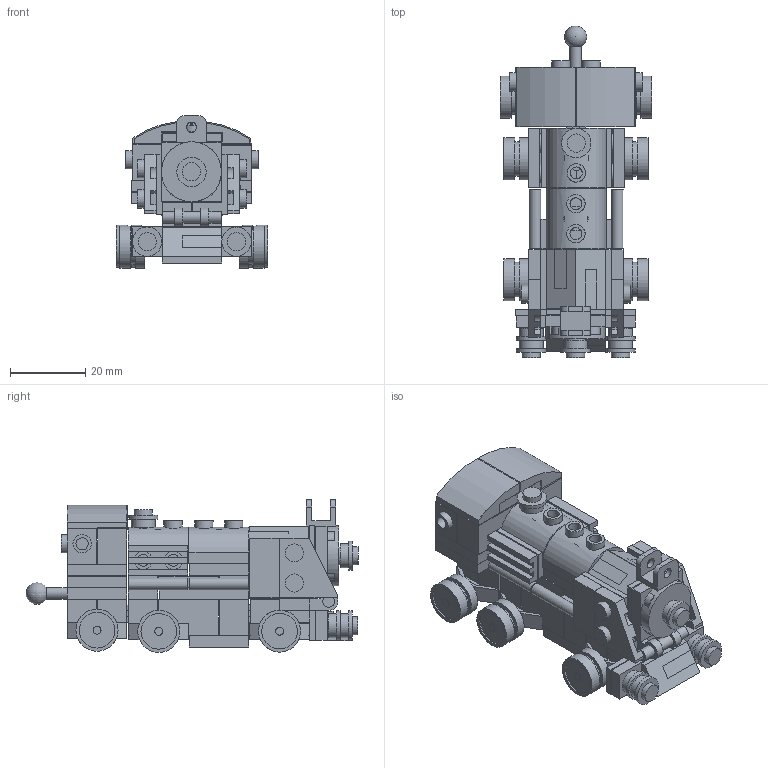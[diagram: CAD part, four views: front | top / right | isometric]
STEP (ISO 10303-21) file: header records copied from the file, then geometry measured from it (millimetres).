
FILE_DESCRIPTION(/* description */ (''),/* implementation_level */ '2;1');
FILE_NAME(/* name */ 'Final_Lego_Set.step',/* time_stamp */ '2025-12-18T12:13:53-06:00',/* author */ (''),/* organization */ (''),/* preprocessor_version */ 'ST-DEVELOPER v20.1',/* originating_system */ 'Autodesk Translation Framework v14.17.0.0',/* authorisation */ '');
FILE_SCHEMA (('AUTOMOTIVE_DESIGN { 1 0 10303 214 3 1 1 }'));
Length unit declared in the file: millimetre
Products named in the file (61): 2025-10-04-16-12-53-933; 2025-10-01-21-06-55-788; 2025-10-01-21-08-22-136; 2025-10-01-21-10-09-736; 2025-09-24-19-51-36-136; 2025-10-01-22-38-44-896; 2025-10-01-22-41-30-463; 2025-10-01-23-07-09-120; 2025-10-02-14-31-41-409; 2025-10-02-15-19-30-398; 2025-10-02-14-31-41-409_1; 2025-10-02-15-58-34-662; 2025-09-24-20-05-52-999; 2025-09-24-20-07-49-248; 2025-09-24-20-08-23-134; 2025-09-24-19-51-36-136_1; 2025-10-01-19-15-12-083; 2025-09-24-20-24-06-629; 2025-10-02-16-56-42-942; 2025-10-02-16-46-21-260; 2025-10-02-18-54-20-662; 2025-10-02-18-21-58-341; 2025-10-02-19-30-26-642; 2025-10-02-19-41-58-983; 2025-10-01-20-26-57-187; 2025-10-02-14-31-41-409_2; 2025-10-02-15-58-34-662_1; 2025-10-02-21-24-45-373; 2025-10-02-15-19-30-398_1; 2025-10-02-15-58-34-662_2; 2025-10-02-16-46-21-260_1; 2025-10-01-23-07-09-120_1; 2025-10-01-22-46-55-406; 2025-10-02-16-46-21-260_2; 2025-10-02-15-58-34-662_3; 2025-10-02-14-31-41-409_3; 2025-10-03-18-38-58-901; 2025-10-03-22-34-50-220; 2025-10-02-19-30-26-642_1; 2025-10-02-19-30-26-642_2 ...
Assembly tree (101 placements, depth 8):
  2025-10-04-16-12-53-933
    2025-10-01-21-06-55-788
      2025-10-01-19-16-27-874
      2025-10-01-21-08-22-136
        2025-09-24-19-51-36-136
        2025-10-01-21-10-09-736
          2025-09-24-19-51-36-136
          2025-10-01-22-38-44-896
            2025-10-01-22-41-30-463
              2025-10-01-23-07-09-120
                2025-10-01-22-46-55-406
              2025-10-02-14-31-41-409
              2025-10-02-15-19-30-398
            2025-09-24-20-24-06-629_1
      2025-10-02-14-31-41-409_3  x2
      2025-10-02-14-31-41-409_1
      2025-10-02-15-58-34-662
        2025-10-02-14-31-41-409_3
      2025-09-24-19-51-36-136_1  x2
      2025-09-24-20-05-52-999
        2025-09-24-19-51-36-136_1
      2025-09-24-20-07-49-248
        2025-09-24-19-51-36-136_1
      2025-09-24-20-08-23-134
        2025-09-24-19-51-36-136_1
      2025-09-24-20-24-06-629
      2025-10-01-19-15-12-083
        2025-09-24-20-24-06-629
      2025-10-02-16-46-21-260
      2025-10-02-16-56-42-942
        2025-10-02-16-46-21-260
      2025-10-02-18-21-58-341
      2025-10-02-18-54-20-662
        2025-10-02-18-21-58-341
      2025-10-02-18-55-12-214
      2025-10-02-19-30-26-642
        2025-10-02-18-55-12-214
    2025-10-02-19-41-58-983
      2025-10-01-20-26-57-187
        2025-10-01-19-16-27-874
      2025-09-24-20-24-06-629_1
      2025-10-02-14-31-41-409_2
      2025-10-02-15-58-34-662_1
        2025-10-02-14-31-41-409_3
      2025-10-02-21-24-45-373
        2025-09-24-20-24-06-629_1
      2025-10-02-15-19-30-398_1
      2025-10-02-16-46-21-260_6
      2025-10-02-15-58-34-662_2
        2025-10-02-14-31-41-409_3
      2025-10-02-16-46-21-260_1  x2
      2025-10-01-23-07-09-120_1
        2025-10-01-22-46-55-406
      2025-10-02-16-46-21-260_2  x2
      2025-10-02-15-58-34-662_3
        2025-10-02-14-31-41-409_3
      2025-10-03-18-38-58-901  x2
      2025-09-24-20-14-09-790
      2025-10-03-22-34-50-220  x2
      2025-10-02-19-30-26-642_1
Bounding box: 40.24 x 88.02 x 40.49 mm (x, y, z)
Volume: 37024.7 mm3; surface area: 71505.1 mm2
Topology: 94 solids, 101 shells, 2527 faces, 5458 edges, 3635 vertices
Faces by surface type: plane 1920, cylinder 606, sphere 1
Full cylindrical faces by diameter (mm): 1.45 x18, 1.55 x3, 1.9 x36, 1.94 x14, 1.95 x48, 2.117 x6, 2.35 x4, 2.7 x2, 2.85 x6, 2.95 x25, 3.1 x6, 3.12 x1, 3.15 x3, 3.19 x8, 3.25 x29, 3.27 x1, 3.4 x8, 4.25 x6, 4.65 x1, 4.8 x74, 4.84 x12, 4.85 x94, 4.89 x5, 4.95 x6, 4.97 x2, 5.1 x1, 6.35 x11, 6.47 x2, 6.5 x1, 7.14 x6
Entity records: 33969 total; most frequent: CARTESIAN_POINT 5873, DIRECTION 5775, ORIENTED_EDGE 5016, EDGE_CURVE 2508, AXIS2_PLACEMENT_3D 1951, LINE 1873, VECTOR 1873, VERTEX_POINT 1671
